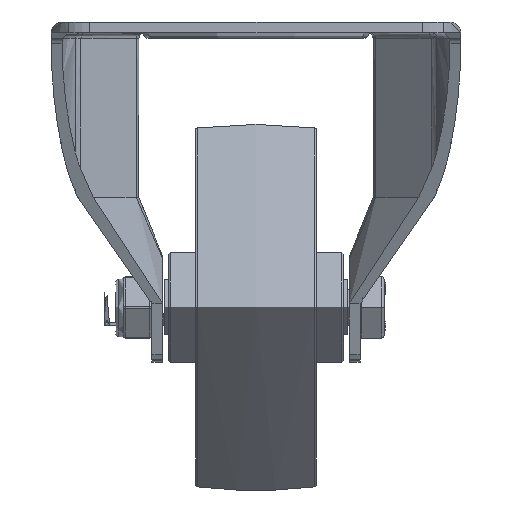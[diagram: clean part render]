
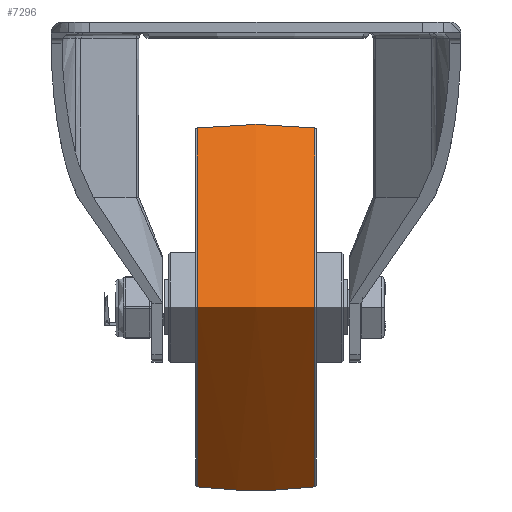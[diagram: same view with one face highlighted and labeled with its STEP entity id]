
A CAD part, left-side view. The second image highlights one B-rep face of the part: STEP entity #7296.
In plain terms, the highlighted free-form (B-spline) face has degree [2, 2] with [3, 9] control points.
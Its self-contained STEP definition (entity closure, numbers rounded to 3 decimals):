
#35=(
BOUNDED_SURFACE()
B_SPLINE_SURFACE(2,2,((#16644,#16645,#16646,#16647,#16648,#16649,#16650,
#16651,#16652),(#16653,#16654,#16655,#16656,#16657,#16658,#16659,#16660,
#16661),(#16662,#16663,#16664,#16665,#16666,#16667,#16668,#16669,#16670)),
 .UNSPECIFIED.,.F.,.T.,.F.)
B_SPLINE_SURFACE_WITH_KNOTS((3,3),(3,2,2,2,3),(-0.118,0.118),
(-3.142,-1.571,0.,1.571,3.142),
 .UNSPECIFIED.)
GEOMETRIC_REPRESENTATION_ITEM()
RATIONAL_B_SPLINE_SURFACE(((1.,0.707,1.,0.707,1.,
0.707,1.,0.707,1.),(0.993,0.702,
0.993,0.702,0.993,0.702,
0.993,0.702,0.993),(1.,0.707,
1.,0.707,1.,0.707,1.,0.707,1.)))
REPRESENTATION_ITEM('')
SURFACE()
);
#961=FACE_OUTER_BOUND('',#1426,.T.);
#1426=EDGE_LOOP('',(#5910,#5911,#5912,#5913));
#2845=CIRCLE('',#8016,49.053);
#2846=CIRCLE('',#8017,136.625);
#2847=CIRCLE('',#8018,49.053);
#3329=VERTEX_POINT('',#16641);
#3330=VERTEX_POINT('',#16671);
#4231=EDGE_CURVE('',#3329,#3329,#2845,.T.);
#4232=EDGE_CURVE('',#3329,#3330,#2846,.T.);
#4233=EDGE_CURVE('',#3330,#3330,#2847,.T.);
#5910=ORIENTED_EDGE('',*,*,#4231,.F.);
#5911=ORIENTED_EDGE('',*,*,#4232,.T.);
#5912=ORIENTED_EDGE('',*,*,#4233,.T.);
#5913=ORIENTED_EDGE('',*,*,#4232,.F.);
#7296=ADVANCED_FACE('',(#961),#35,.F.);
#8016=AXIS2_PLACEMENT_3D('',#16643,#9439,#9440);
#8017=AXIS2_PLACEMENT_3D('',#16672,#9441,#9442);
#8018=AXIS2_PLACEMENT_3D('',#16673,#9443,#9444);
#9439=DIRECTION('center_axis',(0.,1.,0.));
#9440=DIRECTION('ref_axis',(0.,0.,1.));
#9441=DIRECTION('center_axis',(-1.,0.,0.));
#9442=DIRECTION('ref_axis',(0.,0.,-1.));
#9443=DIRECTION('center_axis',(0.,1.,0.));
#9444=DIRECTION('ref_axis',(0.,0.,1.));
#16641=CARTESIAN_POINT('',(0.,16.059,-49.053));
#16643=CARTESIAN_POINT('Origin',(0.,16.059,0.));
#16644=CARTESIAN_POINT('Ctrl Pts',(0.,-16.059,-49.053));
#16645=CARTESIAN_POINT('Ctrl Pts',(-49.053,-16.059,-49.053));
#16646=CARTESIAN_POINT('Ctrl Pts',(-49.053,-16.059,0.));
#16647=CARTESIAN_POINT('Ctrl Pts',(-49.053,-16.059,49.053));
#16648=CARTESIAN_POINT('Ctrl Pts',(0.,-16.059,49.053));
#16649=CARTESIAN_POINT('Ctrl Pts',(49.053,-16.059,49.053));
#16650=CARTESIAN_POINT('Ctrl Pts',(49.053,-16.059,0.));
#16651=CARTESIAN_POINT('Ctrl Pts',(49.053,-16.059,-49.053));
#16652=CARTESIAN_POINT('Ctrl Pts',(0.,-16.059,-49.053));
#16653=CARTESIAN_POINT('Ctrl Pts',(0.,0.,-50.954));
#16654=CARTESIAN_POINT('Ctrl Pts',(-50.954,0.,
-50.954));
#16655=CARTESIAN_POINT('Ctrl Pts',(-50.954,0.,
0.));
#16656=CARTESIAN_POINT('Ctrl Pts',(-50.954,0.,
50.954));
#16657=CARTESIAN_POINT('Ctrl Pts',(0.,0.,50.954));
#16658=CARTESIAN_POINT('Ctrl Pts',(50.954,0.,
50.954));
#16659=CARTESIAN_POINT('Ctrl Pts',(50.954,0.,
0.));
#16660=CARTESIAN_POINT('Ctrl Pts',(50.954,0.,
-50.954));
#16661=CARTESIAN_POINT('Ctrl Pts',(0.,0.,-50.954));
#16662=CARTESIAN_POINT('Ctrl Pts',(0.,16.059,-49.053));
#16663=CARTESIAN_POINT('Ctrl Pts',(-49.053,16.059,-49.053));
#16664=CARTESIAN_POINT('Ctrl Pts',(-49.053,16.059,0.));
#16665=CARTESIAN_POINT('Ctrl Pts',(-49.053,16.059,49.053));
#16666=CARTESIAN_POINT('Ctrl Pts',(0.,16.059,49.053));
#16667=CARTESIAN_POINT('Ctrl Pts',(49.053,16.059,49.053));
#16668=CARTESIAN_POINT('Ctrl Pts',(49.053,16.059,0.));
#16669=CARTESIAN_POINT('Ctrl Pts',(49.053,16.059,-49.053));
#16670=CARTESIAN_POINT('Ctrl Pts',(0.,16.059,-49.053));
#16671=CARTESIAN_POINT('',(0.,-16.059,-49.053));
#16672=CARTESIAN_POINT('Origin',(0.,0.,
86.625));
#16673=CARTESIAN_POINT('Origin',(0.,-16.059,0.));
